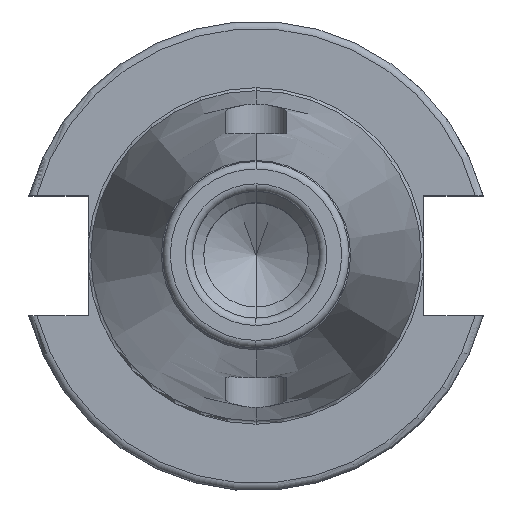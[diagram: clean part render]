
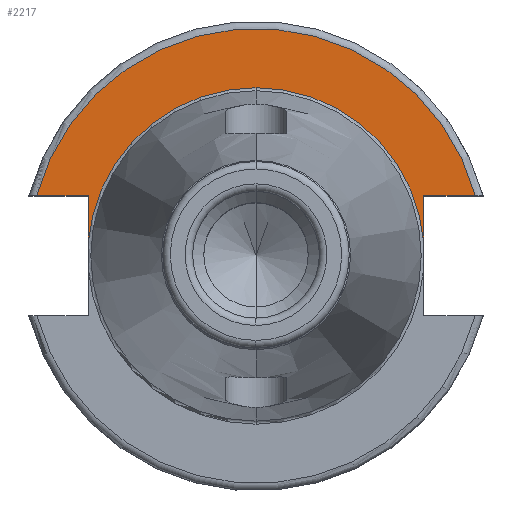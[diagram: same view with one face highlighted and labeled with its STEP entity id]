
A CAD part, top view. The second image highlights one B-rep face of the part: STEP entity #2217.
In plain terms, the highlighted planar face has unit normal (0, 0, 1).
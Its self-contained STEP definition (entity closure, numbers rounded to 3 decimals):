
#677=CARTESIAN_POINT('',(0,0,10));
#678=DIRECTION('',(0,0,1));
#679=DIRECTION('',(0,1,0));
#680=AXIS2_PLACEMENT_3D('',#677,#678,#679);
#761=DIRECTION('',(0,1,0));
#762=VECTOR('',#761,6.317);
#763=CARTESIAN_POINT('',(-22.5,1.733,10));
#764=LINE('',#763,#762);
#765=DIRECTION('',(1,0,0));
#766=VECTOR('',#765,6.918);
#767=CARTESIAN_POINT('',(-29.418,8.05,10));
#768=LINE('',#767,#766);
#769=DIRECTION('',(-1,0,0));
#770=VECTOR('',#769,6.918);
#771=CARTESIAN_POINT('',(29.418,8.05,10));
#772=LINE('',#771,#770);
#773=DIRECTION('',(0,-1,0));
#774=VECTOR('',#773,6.317);
#775=CARTESIAN_POINT('',(22.5,8.05,10));
#776=LINE('',#775,#774);
#791=CARTESIAN_POINT('',(0,0,10));
#792=DIRECTION('',(0,0,-1));
#793=DIRECTION('',(0,1,0));
#794=AXIS2_PLACEMENT_3D('',#791,#792,#793);
#922=CARTESIAN_POINT('',(0,0,10));
#923=DIRECTION('',(0,0,1));
#924=DIRECTION('',(0.965,0.264,0));
#925=AXIS2_PLACEMENT_3D('',#922,#923,#924);
#1060=CARTESIAN_POINT('',(0,22.567,10));
#1062=VERTEX_POINT('',#1060);
#1192=CARTESIAN_POINT('',(-22.5,1.733,10));
#1193=CARTESIAN_POINT('',(-22.5,8.05,10));
#1194=VERTEX_POINT('',#1192);
#1195=VERTEX_POINT('',#1193);
#1196=CARTESIAN_POINT('',(-29.418,8.05,10));
#1197=VERTEX_POINT('',#1196);
#1198=CARTESIAN_POINT('',(22.5,8.05,10));
#1199=CARTESIAN_POINT('',(22.5,1.733,10));
#1200=VERTEX_POINT('',#1198);
#1201=VERTEX_POINT('',#1199);
#1208=CARTESIAN_POINT('',(29.418,8.05,10));
#1209=VERTEX_POINT('',#1208);
#2198=CARTESIAN_POINT('',(0,0,10));
#2199=DIRECTION('',(0,0,-1));
#2200=DIRECTION('',(0,-1,0));
#2201=AXIS2_PLACEMENT_3D('',#2198,#2199,#2200);
#2202=PLANE('',#2201);
#2203=ORIENTED_EDGE('',*,*,#2110,.T.);
#2205=ORIENTED_EDGE('',*,*,#2204,.F.);
#2207=ORIENTED_EDGE('',*,*,#2206,.F.);
#2209=ORIENTED_EDGE('',*,*,#2208,.T.);
#2211=ORIENTED_EDGE('',*,*,#2210,.T.);
#2213=ORIENTED_EDGE('',*,*,#2212,.F.);
#2214=ORIENTED_EDGE('',*,*,#2089,.T.);
#2215=EDGE_LOOP('',(#2203,#2205,#2207,#2209,#2211,#2213,#2214));
#2216=FACE_OUTER_BOUND('',#2215,.F.);
#2217=ADVANCED_FACE('',(#2216),#2202,.F.);
#681=CIRCLE('',#680,22.567);
#795=CIRCLE('',#794,22.567);
#926=CIRCLE('',#925,30.5);
#2089=EDGE_CURVE('',#1062,#1194,#681,.T.);
#2110=EDGE_CURVE('',#1194,#1195,#764,.T.);
#2204=EDGE_CURVE('',#1197,#1195,#768,.T.);
#2206=EDGE_CURVE('',#1209,#1197,#926,.T.);
#2208=EDGE_CURVE('',#1209,#1200,#772,.T.);
#2210=EDGE_CURVE('',#1200,#1201,#776,.T.);
#2212=EDGE_CURVE('',#1062,#1201,#795,.T.);
